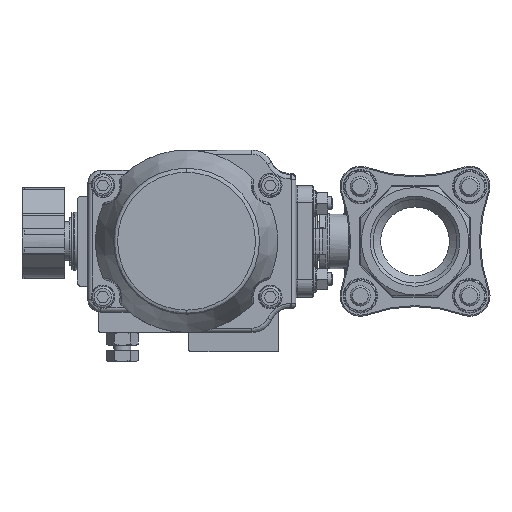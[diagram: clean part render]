
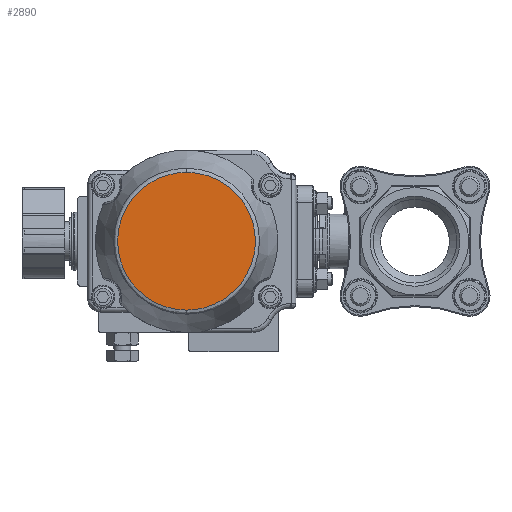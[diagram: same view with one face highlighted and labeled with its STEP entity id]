
A CAD part, left-side view. The second image highlights one B-rep face of the part: STEP entity #2890.
In plain terms, the highlighted planar face has unit normal (-1, 0, 0).
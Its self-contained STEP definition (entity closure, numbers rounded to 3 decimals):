
#2890 = ADVANCED_FACE ( 'NONE', ( #99094 ), #99064, .F. ) ;
#22509 = EDGE_LOOP ( 'NONE', ( #31873, #31875 ) ) ;
#27859 = EDGE_CURVE ( 'NONE', #28953, #28942, #133911, .T. ) ;
#27860 = EDGE_CURVE ( 'NONE', #28942, #28953, #133867, .T. ) ;
#28942 = VERTEX_POINT ( 'NONE', #60121 ) ;
#28953 = VERTEX_POINT ( 'NONE', #60125 ) ;
#31873 = ORIENTED_EDGE ( 'NONE', *, *, #27859, .F. ) ;
#31875 = ORIENTED_EDGE ( 'NONE', *, *, #27860, .F. ) ;
#59572 = CARTESIAN_POINT ( 'NONE',  ( -101.5, 108.601, -32.104 ) ) ;
#59573 = CARTESIAN_POINT ( 'NONE',  ( -101.5, 104.399, 32.104 ) ) ;
#59574 = CARTESIAN_POINT ( 'NONE',  ( -101.5, 110.702, -31.897 ) ) ;
#59609 = CARTESIAN_POINT ( 'NONE',  ( -101.5, 106.5, -32.104 ) ) ;
#59611 = CARTESIAN_POINT ( 'NONE',  ( -101.5, 114.824, -31.077 ) ) ;
#59612 = CARTESIAN_POINT ( 'NONE',  ( -101.5, 116.844, -30.464 ) ) ;
#59613 = CARTESIAN_POINT ( 'NONE',  ( -101.5, 120.727, -28.856 ) ) ;
#59614 = CARTESIAN_POINT ( 'NONE',  ( -101.5, 122.589, -27.861 ) ) ;
#59615 = CARTESIAN_POINT ( 'NONE',  ( -101.5, 126.083, -25.526 ) ) ;
#59616 = CARTESIAN_POINT ( 'NONE',  ( -101.5, 127.715, -24.187 ) ) ;
#59617 = CARTESIAN_POINT ( 'NONE',  ( -101.5, 130.687, -21.215 ) ) ;
#59618 = CARTESIAN_POINT ( 'NONE',  ( -101.5, 132.026, -19.583 ) ) ;
#59619 = CARTESIAN_POINT ( 'NONE',  ( -101.5, 134.361, -16.089 ) ) ;
#59620 = CARTESIAN_POINT ( 'NONE',  ( -101.5, 135.356, -14.227 ) ) ;
#59621 = CARTESIAN_POINT ( 'NONE',  ( -101.5, 136.964, -10.344 ) ) ;
#59622 = CARTESIAN_POINT ( 'NONE',  ( -101.5, 137.577, -8.324 ) ) ;
#59623 = CARTESIAN_POINT ( 'NONE',  ( -101.5, 138.397, -4.202 ) ) ;
#59624 = CARTESIAN_POINT ( 'NONE',  ( -101.5, 138.604, -2.101 ) ) ;
#59625 = CARTESIAN_POINT ( 'NONE',  ( -101.5, 138.604, 2.101 ) ) ;
#59626 = CARTESIAN_POINT ( 'NONE',  ( -101.5, 138.397, 4.202 ) ) ;
#59627 = CARTESIAN_POINT ( 'NONE',  ( -101.5, 137.577, 8.324 ) ) ;
#59628 = CARTESIAN_POINT ( 'NONE',  ( -101.5, 136.964, 10.344 ) ) ;
#59629 = CARTESIAN_POINT ( 'NONE',  ( -101.5, 135.356, 14.227 ) ) ;
#59630 = CARTESIAN_POINT ( 'NONE',  ( -101.5, 134.361, 16.089 ) ) ;
#59631 = CARTESIAN_POINT ( 'NONE',  ( -101.5, 132.026, 19.583 ) ) ;
#59632 = CARTESIAN_POINT ( 'NONE',  ( -101.5, 130.687, 21.215 ) ) ;
#59633 = CARTESIAN_POINT ( 'NONE',  ( -101.5, 127.715, 24.187 ) ) ;
#59634 = CARTESIAN_POINT ( 'NONE',  ( -101.5, 126.083, 25.526 ) ) ;
#59635 = CARTESIAN_POINT ( 'NONE',  ( -101.5, 122.589, 27.861 ) ) ;
#59636 = CARTESIAN_POINT ( 'NONE',  ( -101.5, 120.727, 28.856 ) ) ;
#59637 = CARTESIAN_POINT ( 'NONE',  ( -101.5, 116.844, 30.464 ) ) ;
#59638 = CARTESIAN_POINT ( 'NONE',  ( -101.5, 114.824, 31.077 ) ) ;
#59639 = CARTESIAN_POINT ( 'NONE',  ( -101.5, 110.702, 31.897 ) ) ;
#59640 = CARTESIAN_POINT ( 'NONE',  ( -101.5, 108.601, 32.104 ) ) ;
#59641 = CARTESIAN_POINT ( 'NONE',  ( -101.5, 106.5, 32.104 ) ) ;
#59643 = CARTESIAN_POINT ( 'NONE',  ( -101.5, 106.5, 32.104 ) ) ;
#59645 = CARTESIAN_POINT ( 'NONE',  ( -101.5, 102.298, 31.897 ) ) ;
#59646 = CARTESIAN_POINT ( 'NONE',  ( -101.5, 98.176, 31.077 ) ) ;
#59647 = CARTESIAN_POINT ( 'NONE',  ( -101.5, 96.156, 30.464 ) ) ;
#59648 = CARTESIAN_POINT ( 'NONE',  ( -101.5, 92.273, 28.856 ) ) ;
#59649 = CARTESIAN_POINT ( 'NONE',  ( -101.5, 90.411, 27.861 ) ) ;
#59650 = CARTESIAN_POINT ( 'NONE',  ( -101.5, 86.917, 25.526 ) ) ;
#59651 = CARTESIAN_POINT ( 'NONE',  ( -101.5, 85.285, 24.187 ) ) ;
#59652 = CARTESIAN_POINT ( 'NONE',  ( -101.5, 82.313, 21.215 ) ) ;
#59653 = CARTESIAN_POINT ( 'NONE',  ( -101.5, 80.974, 19.583 ) ) ;
#59654 = CARTESIAN_POINT ( 'NONE',  ( -101.5, 78.639, 16.089 ) ) ;
#59655 = CARTESIAN_POINT ( 'NONE',  ( -101.5, 77.644, 14.227 ) ) ;
#59656 = CARTESIAN_POINT ( 'NONE',  ( -101.5, 76.036, 10.344 ) ) ;
#59657 = CARTESIAN_POINT ( 'NONE',  ( -101.5, 75.423, 8.324 ) ) ;
#59658 = CARTESIAN_POINT ( 'NONE',  ( -101.5, 74.603, 4.202 ) ) ;
#59659 = CARTESIAN_POINT ( 'NONE',  ( -101.5, 74.396, 2.101 ) ) ;
#59660 = CARTESIAN_POINT ( 'NONE',  ( -101.5, 74.396, -2.101 ) ) ;
#59661 = CARTESIAN_POINT ( 'NONE',  ( -101.5, 74.603, -4.202 ) ) ;
#59662 = CARTESIAN_POINT ( 'NONE',  ( -101.5, 75.423, -8.324 ) ) ;
#59663 = CARTESIAN_POINT ( 'NONE',  ( -101.5, 76.036, -10.344 ) ) ;
#59664 = CARTESIAN_POINT ( 'NONE',  ( -101.5, 77.644, -14.227 ) ) ;
#59665 = CARTESIAN_POINT ( 'NONE',  ( -101.5, 78.639, -16.089 ) ) ;
#59666 = CARTESIAN_POINT ( 'NONE',  ( -101.5, 80.974, -19.583 ) ) ;
#59667 = CARTESIAN_POINT ( 'NONE',  ( -101.5, 82.313, -21.215 ) ) ;
#59668 = CARTESIAN_POINT ( 'NONE',  ( -101.5, 85.285, -24.187 ) ) ;
#59669 = CARTESIAN_POINT ( 'NONE',  ( -101.5, 86.917, -25.526 ) ) ;
#59670 = CARTESIAN_POINT ( 'NONE',  ( -101.5, 90.411, -27.861 ) ) ;
#59671 = CARTESIAN_POINT ( 'NONE',  ( -101.5, 92.273, -28.856 ) ) ;
#59672 = CARTESIAN_POINT ( 'NONE',  ( -101.5, 96.156, -30.464 ) ) ;
#59673 = CARTESIAN_POINT ( 'NONE',  ( -101.5, 98.176, -31.077 ) ) ;
#59674 = CARTESIAN_POINT ( 'NONE',  ( -101.5, 102.298, -31.897 ) ) ;
#59675 = CARTESIAN_POINT ( 'NONE',  ( -101.5, 104.399, -32.104 ) ) ;
#59676 = CARTESIAN_POINT ( 'NONE',  ( -101.5, 106.5, -32.104 ) ) ;
#60121 = CARTESIAN_POINT ( 'NONE',  ( -101.5, 106.5, 32.104 ) ) ;
#60125 = CARTESIAN_POINT ( 'NONE',  ( -101.5, 106.5, -32.104 ) ) ;
#81060 = AXIS2_PLACEMENT_3D ( 'NONE', #99116, #99117, #99118 ) ;
#99064 = PLANE ( 'NONE',  #81060 ) ;
#99094 = FACE_OUTER_BOUND ( 'NONE', #22509, .T. ) ;
#99116 = CARTESIAN_POINT ( 'NONE',  ( -101.5, 106.5, 0. ) ) ;
#99117 = DIRECTION ( 'NONE',  ( 1., 0., 0. ) ) ;
#99118 = DIRECTION ( 'NONE',  ( 0., 0., -1. ) ) ;
#133867 = B_SPLINE_CURVE_WITH_KNOTS ( 'NONE', 3,
 ( #59643, #59573, #59645, #59646, #59647, #59648, #59649, #59650, #59651, #59652, #59653, #59654, #59655, #59656, #59657, #59658, #59659, #59660, #59661, #59662, #59663, #59664, #59665, #59666, #59667, #59668, #59669, #59670, #59671, #59672, #59673, #59674, #59675, #59676 ),
 .UNSPECIFIED., .F., .F.,
 ( 4, 2, 2, 2, 2, 2, 2, 2, 2, 2, 2, 2, 2, 2, 2, 2, 4 ),
 ( 0., 0.063, 0.125, 0.188, 0.25, 0.313, 0.375, 0.438, 0.5, 0.563, 0.625, 0.688, 0.75, 0.813, 0.875, 0.938, 1. ),
 .UNSPECIFIED. ) ;
#133911 = B_SPLINE_CURVE_WITH_KNOTS ( 'NONE', 3,
 ( #59609, #59572, #59574, #59611, #59612, #59613, #59614, #59615, #59616, #59617, #59618, #59619, #59620, #59621, #59622, #59623, #59624, #59625, #59626, #59627, #59628, #59629, #59630, #59631, #59632, #59633, #59634, #59635, #59636, #59637, #59638, #59639, #59640, #59641 ),
 .UNSPECIFIED., .F., .F.,
 ( 4, 2, 2, 2, 2, 2, 2, 2, 2, 2, 2, 2, 2, 2, 2, 2, 4 ),
 ( 0., 0.062, 0.125, 0.187, 0.25, 0.312, 0.375, 0.437, 0.5, 0.562, 0.625, 0.687, 0.75, 0.812, 0.875, 0.937, 1. ),
 .UNSPECIFIED. ) ;
